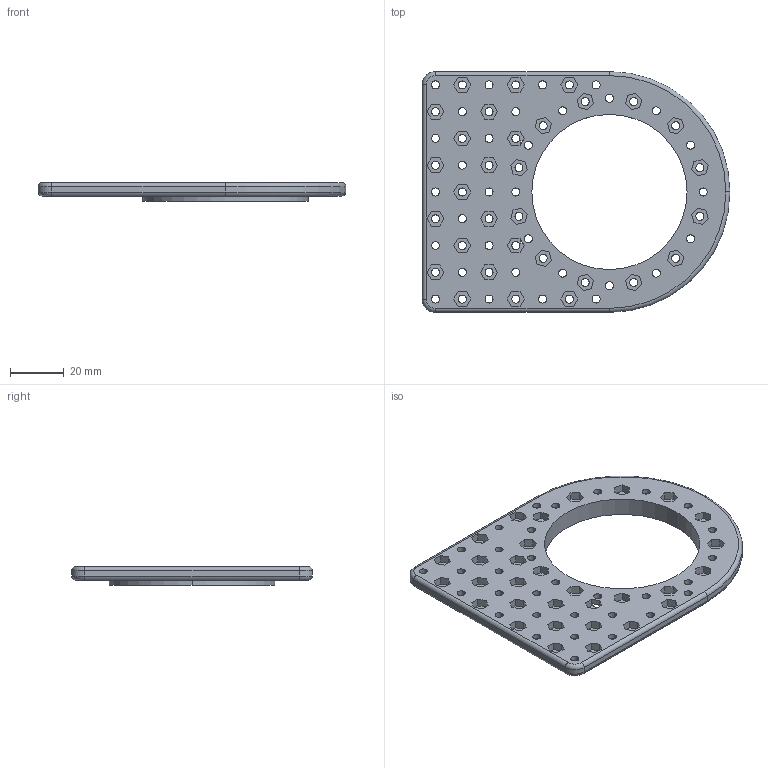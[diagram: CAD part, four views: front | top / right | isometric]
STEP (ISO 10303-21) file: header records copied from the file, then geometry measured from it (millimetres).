
FILE_DESCRIPTION (( 'STEP AP214' ), '1' );
FILE_NAME ('情壽誹謂嘐隅', '2024-10-09T10:38:45', ( '' ), ( '' ), 'SwSTEP 2.0', 'SolidWorks 2024', '' );
FILE_SCHEMA (( 'AUTOMOTIVE_DESIGN' ));
Length unit declared in the file: millimetre
Products named in the file (1): 薄关节孔固定臂
Bounding box: 115 x 90 x 7 mm (x, y, z)
Volume: 28701.2 mm3; surface area: 20567.9 mm2
Topology: 1 solids, 1 shells, 594 faces, 1584 edges, 1052 vertices
Faces by surface type: plane 447, cylinder 139, torus 8
Entity records: 18649 total; most frequent: CARTESIAN_POINT 3231, ORIENTED_EDGE 3168, DIRECTION 3064, EDGE_CURVE 1584, VECTOR 1294, LINE 1294, VERTEX_POINT 1052, AXIS2_PLACEMENT_3D 885
